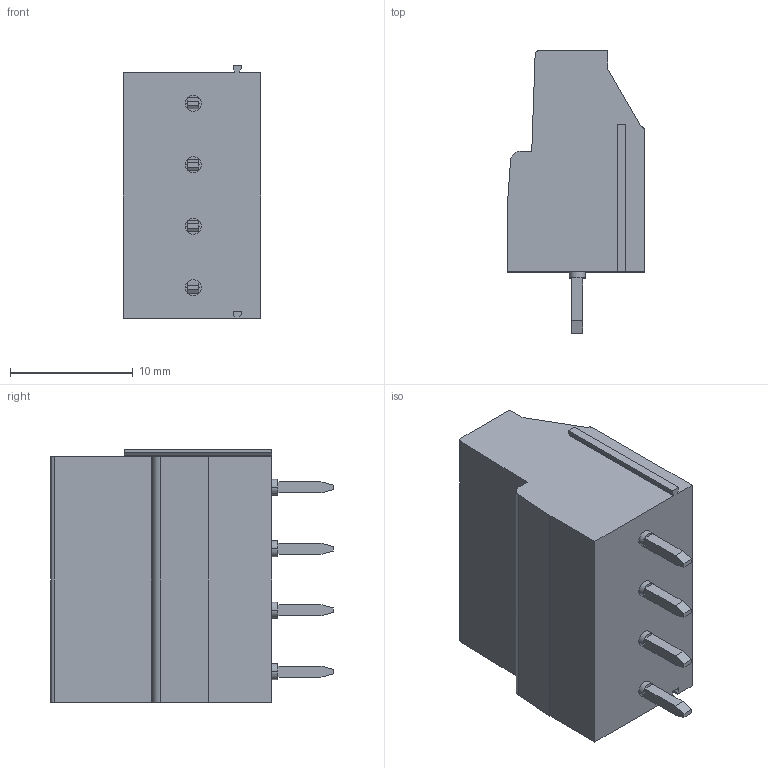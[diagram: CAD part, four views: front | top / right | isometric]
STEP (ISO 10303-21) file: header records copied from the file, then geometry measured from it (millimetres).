
FILE_DESCRIPTION(('STEP AP242'),'1');
FILE_NAME('1711042.stp','2020-06-21T00:28:14',('TraceParts'),('TraceParts S.A.'),'Spatial InterOp 3D',' ',' ');
FILE_SCHEMA(('AP242_MANAGED_MODEL_BASED_3D_ENGINEERING_MIM_LF {1 0 10303 442 1 1 4}'));
Length unit declared in the file: millimetre
Products named in the file (1): 1711042
Bounding box: 11.2 x 23 x 20.57 mm (x, y, z)
Volume: 3113.7 mm3; surface area: 1975.6 mm2
Topology: 1 solids, 1 shells, 257 faces, 641 edges, 406 vertices
Faces by surface type: plane 200, cylinder 57
Entity records: 9637 total; most frequent: DIRECTION 1311, CARTESIAN_POINT 1305, ORIENTED_EDGE 1282, EDGE_CURVE 641, LINE 487, VECTOR 487, AXIS2_PLACEMENT_3D 412, VERTEX_POINT 406
